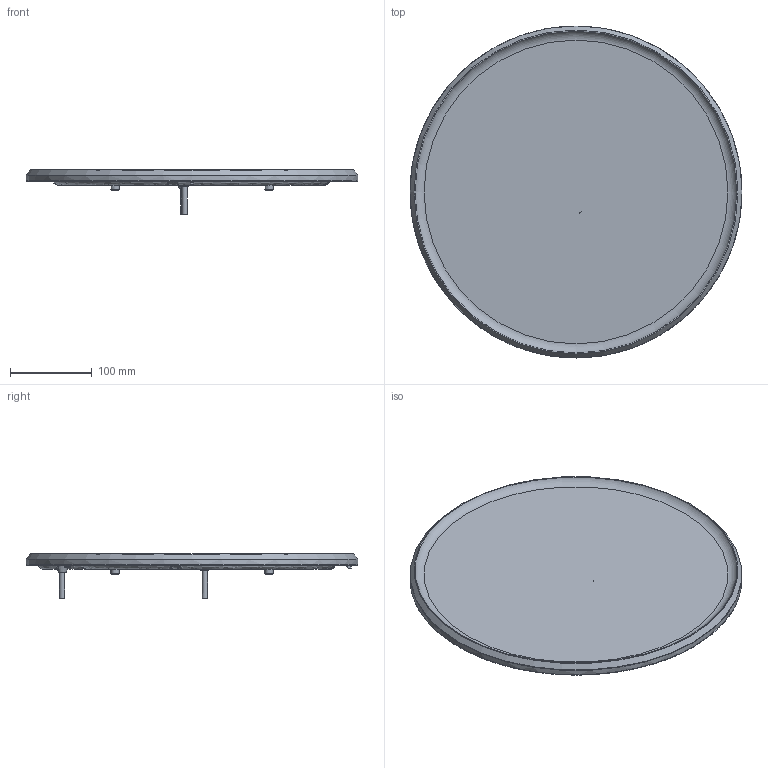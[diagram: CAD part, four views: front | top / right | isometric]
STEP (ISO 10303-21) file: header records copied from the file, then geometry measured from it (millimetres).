
FILE_DESCRIPTION(/* description */ (''),/* implementation_level */ '2;1');
FILE_NAME(/* name */ 'SG-2000-CP.stp',/* time_stamp */ '2018-08-24T10:32:48+08:00',/* author */ (''),/* organization */ (''),/* preprocessor_version */ 'ST-DEVELOPER v16.7',/* originating_system */ 'SIEMENS PLM Software NX 12.0',/* authorisation */ '');
FILE_SCHEMA (('AP203_CONFIGURATION_CONTROLLED_3D_DESIGN_OF_MECHANICAL_PARTS_AND_ASSEMBLIES_MIM_LF { 1 0 10303 403 2 1 2}'));
Length unit declared in the file: millimetre
Products named in the file (1): Admi117CB2A0xyq0
Bounding box: 406.4 x 406.4 x 54.49 mm (x, y, z)
Volume: 897701.7 mm3; surface area: 383081.6 mm2
Topology: 2 solids, 3 shells, 686 faces, 1708 edges, 1028 vertices
Faces by surface type: bspline 237, plane 196, cylinder 184, extrusion 24, torus 21, cone 15, sphere 9
Full cylindrical faces by diameter (mm): 2.705 x2, 3.797 x4, 6.604 x4, 406.4 x1
Entity records: 37446 total; most frequent: CARTESIAN_POINT 23154, ORIENTED_EDGE 3230, DIRECTION 2482, EDGE_CURVE 1615, VERTEX_POINT 1007, AXIS2_PLACEMENT_3D 968, EDGE_LOOP 772, ADVANCED_FACE 686
